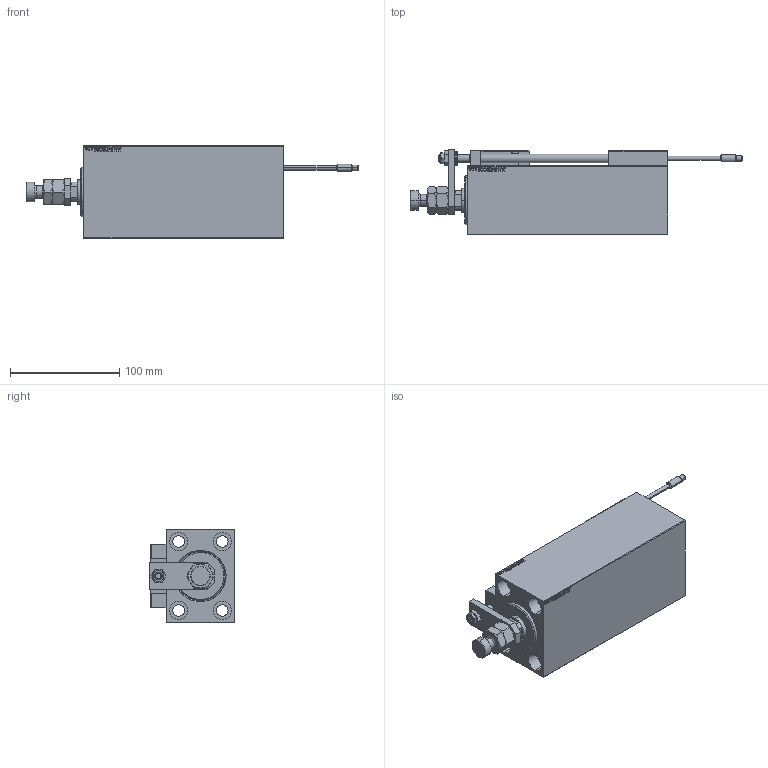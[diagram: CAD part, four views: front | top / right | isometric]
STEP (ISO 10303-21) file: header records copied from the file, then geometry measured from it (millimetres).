
FILE_DESCRIPTION (( 'STEP AP203' ), '1' );
FILE_NAME ('d7a2.STEP', '2021-05-17T09:38:22', ( '' ), ( '' ), 'SwSTEP 2.0', 'SolidWorks 2019', '' );
FILE_SCHEMA (( 'CONFIG_CONTROL_DESIGN' ));
Length unit declared in the file: millimetre
Products named in the file (17): Block 9da0fec693d9b8f27b9b2557fd147fe8; V450CM_VC_B 9da0fec693d9b8f27b9b2557fd147fe8; TYC_L79 9da0fec693d9b8f27b9b2557fd147fe8; SWITCH_X_FRONT_BACK 9da0fec693d9b8f27b9b2557fd147fe8; V450CM_C_VCP 9da0fec693d9b8f27b9b2557fd147fe8; KONCOVKA_Y 9da0fec693d9b8f27b9b2557fd147fe8; d7a2; SWITCH DIM B,W 9da0fec693d9b8f27b9b2557fd147fe8; MAGNET 9da0fec693d9b8f27b9b2557fd147fe8; X_Y_MFA 9da0fec693d9b8f27b9b2557fd147fe8; NUT_D10 9da0fec693d9b8f27b9b2557fd147fe8; ALLEN BOLT D8 9da0fec693d9b8f27b9b2557fd147fe8; V450CM_C 9da0fec693d9b8f27b9b2557fd147fe8; ZARAZKA 9da0fec693d9b8f27b9b2557fd147fe8; ALLEN BOLT D5 9da0fec693d9b8f27b9b2557fd147fe8; NUT_D12 9da0fec693d9b8f27b9b2557fd147fe8; SWITCH X 9da0fec693d9b8f27b9b2557fd147fe8
Assembly tree (26 placements, depth 3):
  d7a2
    V450CM_C 9da0fec693d9b8f27b9b2557fd147fe8
    SWITCH X 9da0fec693d9b8f27b9b2557fd147fe8
      SWITCH_X_FRONT_BACK 9da0fec693d9b8f27b9b2557fd147fe8  x2
      TYC_L79 9da0fec693d9b8f27b9b2557fd147fe8
      Block 9da0fec693d9b8f27b9b2557fd147fe8  x2
      ALLEN BOLT D5 9da0fec693d9b8f27b9b2557fd147fe8  x4
      ALLEN BOLT D8 9da0fec693d9b8f27b9b2557fd147fe8  x4
      MAGNET 9da0fec693d9b8f27b9b2557fd147fe8  x2
      KONCOVKA_Y 9da0fec693d9b8f27b9b2557fd147fe8  x2
    NUT_D12 9da0fec693d9b8f27b9b2557fd147fe8
    SWITCH DIM B,W 9da0fec693d9b8f27b9b2557fd147fe8
    ZARAZKA 9da0fec693d9b8f27b9b2557fd147fe8
    NUT_D10 9da0fec693d9b8f27b9b2557fd147fe8
    V450CM_C_VCP 9da0fec693d9b8f27b9b2557fd147fe8
    V450CM_VC_B 9da0fec693d9b8f27b9b2557fd147fe8
    X_Y_MFA 9da0fec693d9b8f27b9b2557fd147fe8
Bounding box: 304 x 78.5 x 85 mm (x, y, z)
Volume: 866654.5 mm3; surface area: 170080.2 mm2
Topology: 25 solids, 25 shells, 1373 faces, 3261 edges, 2070 vertices
Faces by surface type: plane 586, bspline 380, cylinder 202, cone 149, torus 52, sphere 4
Entity records: 52905 total; most frequent: CARTESIAN_POINT 26788, ORIENTED_EDGE 5498, DIRECTION 3794, EDGE_CURVE 2749, VERTEX_POINT 1782, LINE 1530, VECTOR 1530, EDGE_LOOP 1277
